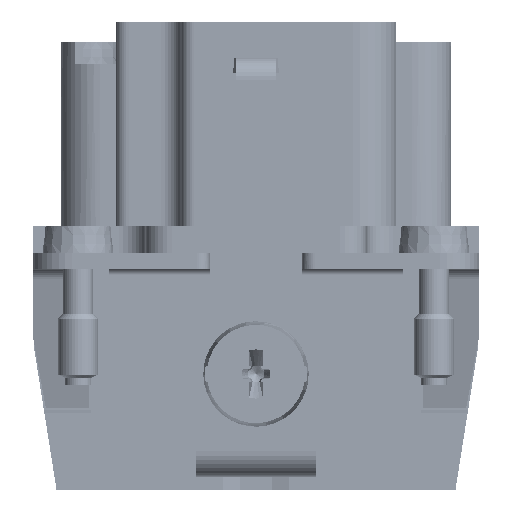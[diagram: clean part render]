
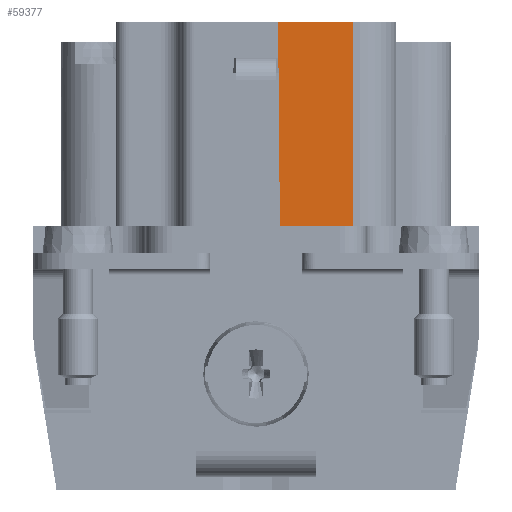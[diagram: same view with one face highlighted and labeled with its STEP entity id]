
A CAD part, front view. The second image highlights one B-rep face of the part: STEP entity #59377.
In plain terms, the highlighted planar face has unit normal (0, -1, 0).
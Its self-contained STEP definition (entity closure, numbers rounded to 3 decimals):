
#22307=AXIS2_PLACEMENT_3D('Plane Axis2P3D',#22304,#22305,#22306) ;
#16769=CARTESIAN_POINT('Vertex',(18.626,9.6,35.5)) ;
#16794=CARTESIAN_POINT('Vertex',(18.762,9.6,20.)) ;
#16797=CARTESIAN_POINT('Line Origine',(18.701,9.6,27.)) ;
#22304=CARTESIAN_POINT('Axis2P3D Location',(12.95,9.6,20.)) ;
#58166=CARTESIAN_POINT('Line Origine',(24.3,9.6,27.75)) ;
#58170=CARTESIAN_POINT('Vertex',(24.3,9.6,20.)) ;
#58172=CARTESIAN_POINT('Vertex',(24.3,9.6,35.5)) ;
#59320=CARTESIAN_POINT('Line Origine',(19.788,9.6,35.5)) ;
#59324=CARTESIAN_POINT('Vertex',(20.95,9.6,35.5)) ;
#59327=CARTESIAN_POINT('Line Origine',(22.625,9.6,35.5)) ;
#59357=CARTESIAN_POINT('Line Origine',(19.856,9.6,20.)) ;
#59361=CARTESIAN_POINT('Vertex',(20.95,9.6,20.)) ;
#59364=CARTESIAN_POINT('Line Origine',(22.625,9.6,20.)) ;
#16798=DIRECTION('Vector Direction',(-0.009,0.,1.)) ;
#22305=DIRECTION('Axis2P3D Direction',(0.,1.,0.)) ;
#22306=DIRECTION('Axis2P3D XDirection',(-1.,0.,0.)) ;
#58167=DIRECTION('Vector Direction',(0.,0.,1.)) ;
#59321=DIRECTION('Vector Direction',(-1.,0.,0.)) ;
#59328=DIRECTION('Vector Direction',(1.,0.,0.)) ;
#59358=DIRECTION('Vector Direction',(-1.,0.,0.)) ;
#59365=DIRECTION('Vector Direction',(1.,0.,0.)) ;
#16799=VECTOR('Line Direction',#16798,1.) ;
#58168=VECTOR('Line Direction',#58167,1.) ;
#59322=VECTOR('Line Direction',#59321,1.) ;
#59329=VECTOR('Line Direction',#59328,1.) ;
#59359=VECTOR('Line Direction',#59358,1.) ;
#59366=VECTOR('Line Direction',#59365,1.) ;
#59370=ORIENTED_EDGE('',*,*,#59331,.F.) ;
#59371=ORIENTED_EDGE('',*,*,#59326,.T.) ;
#59372=ORIENTED_EDGE('',*,*,#16801,.T.) ;
#59373=ORIENTED_EDGE('',*,*,#59363,.F.) ;
#59374=ORIENTED_EDGE('',*,*,#59368,.T.) ;
#59375=ORIENTED_EDGE('',*,*,#58174,.T.) ;
#59377=ADVANCED_FACE('Hauptk\X2\00F6\X0\rper',(#59376),#22308,.F.) ;
#16801=EDGE_CURVE('',#16770,#16795,#16800,.F.) ;
#58174=EDGE_CURVE('',#58171,#58173,#58169,.T.) ;
#59326=EDGE_CURVE('',#59325,#16770,#59323,.T.) ;
#59331=EDGE_CURVE('',#59325,#58173,#59330,.T.) ;
#59363=EDGE_CURVE('',#59362,#16795,#59360,.T.) ;
#59368=EDGE_CURVE('',#59362,#58171,#59367,.T.) ;
#59369=EDGE_LOOP('',(#59370,#59371,#59372,#59373,#59374,#59375)) ;
#59376=FACE_OUTER_BOUND('',#59369,.T.) ;
#16800=LINE('Line',#16797,#16799) ;
#58169=LINE('Line',#58166,#58168) ;
#59323=LINE('Line',#59320,#59322) ;
#59330=LINE('Line',#59327,#59329) ;
#59360=LINE('Line',#59357,#59359) ;
#59367=LINE('Line',#59364,#59366) ;
#22308=PLANE('',#22307) ;
#16770=VERTEX_POINT('',#16769) ;
#16795=VERTEX_POINT('',#16794) ;
#58171=VERTEX_POINT('',#58170) ;
#58173=VERTEX_POINT('',#58172) ;
#59325=VERTEX_POINT('',#59324) ;
#59362=VERTEX_POINT('',#59361) ;
